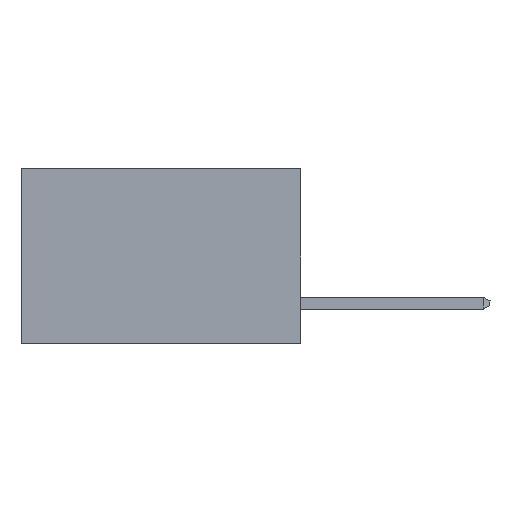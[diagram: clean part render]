
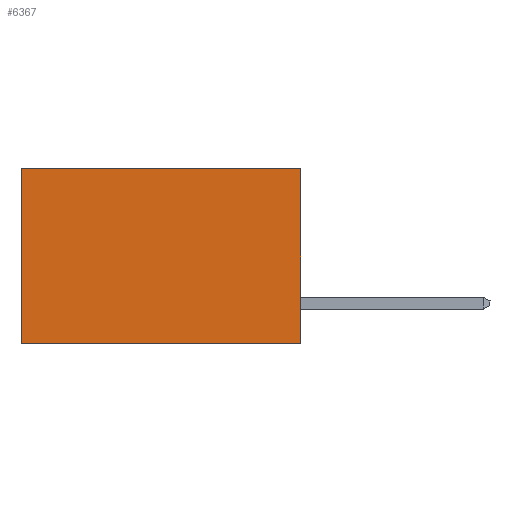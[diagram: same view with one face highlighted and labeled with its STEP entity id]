
A CAD part, left-side view. The second image highlights one B-rep face of the part: STEP entity #6367.
In plain terms, the highlighted planar face has unit normal (-1, 0, 0).
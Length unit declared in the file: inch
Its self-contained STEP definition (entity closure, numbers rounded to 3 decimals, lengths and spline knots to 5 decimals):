
#367 = EDGE_CURVE ( 'NONE', #5076, #4185, #8080, .T. ) ;
#414 = VERTEX_POINT ( 'NONE', #3667 ) ;
#727 = LINE ( 'NONE', #8033, #4425 ) ;
#1679 = CARTESIAN_POINT ( 'NONE',  ( 0.277, 0.59, -0.37 ) ) ;
#1984 = LINE ( 'NONE', #4319, #5997 ) ;
#2515 = VERTEX_POINT ( 'NONE', #6081 ) ;
#2620 = EDGE_CURVE ( 'NONE', #2515, #414, #727, .T. ) ;
#2813 = DIRECTION ( 'NONE',  ( 0., 1., 0. ) ) ;
#2949 = ORIENTED_EDGE ( 'NONE', *, *, #8567, .T. ) ;
#3667 = CARTESIAN_POINT ( 'NONE',  ( 0.277, 0., -0.37 ) ) ;
#4095 = DIRECTION ( 'NONE',  ( 0., 0., -1. ) ) ;
#4185 = VERTEX_POINT ( 'NONE', #1679 ) ;
#4206 = ORIENTED_EDGE ( 'NONE', *, *, #2620, .F. ) ;
#4256 = VECTOR ( 'NONE', #4095, 39.37008 ) ;
#4319 = CARTESIAN_POINT ( 'NONE',  ( 0.277, 0., 0. ) ) ;
#4425 = VECTOR ( 'NONE', #7997, 39.37008 ) ;
#5076 = VERTEX_POINT ( 'NONE', #6508 ) ;
#5243 = ORIENTED_EDGE ( 'NONE', *, *, #9198, .F. ) ;
#5371 = EDGE_LOOP ( 'NONE', ( #6964, #5243, #4206, #2949 ) ) ;
#5669 = AXIS2_PLACEMENT_3D ( 'NONE', #8871, #8774, #8764 ) ;
#5880 = VECTOR ( 'NONE', #2813, 39.37008 ) ;
#5997 = VECTOR ( 'NONE', #6347, 39.37008 ) ;
#6081 = CARTESIAN_POINT ( 'NONE',  ( 0.277, 0., 0. ) ) ;
#6347 = DIRECTION ( 'NONE',  ( 0., 1., 0. ) ) ;
#6367 = ADVANCED_FACE ( 'NONE', ( #8693 ), #8869, .F. ) ;
#6508 = CARTESIAN_POINT ( 'NONE',  ( 0.277, 0.59, 0. ) ) ;
#6964 = ORIENTED_EDGE ( 'NONE', *, *, #367, .T. ) ;
#7619 = CARTESIAN_POINT ( 'NONE',  ( 0.277, 0.59, -0.37 ) ) ;
#7694 = LINE ( 'NONE', #9049, #5880 ) ;
#7997 = DIRECTION ( 'NONE',  ( 0., 0., -1. ) ) ;
#8033 = CARTESIAN_POINT ( 'NONE',  ( 0.277, 0., -0.37 ) ) ;
#8080 = LINE ( 'NONE', #7619, #4256 ) ;
#8567 = EDGE_CURVE ( 'NONE', #2515, #5076, #1984, .T. ) ;
#8693 = FACE_OUTER_BOUND ( 'NONE', #5371, .T. ) ;
#8764 = DIRECTION ( 'NONE',  ( 0., 0., -1. ) ) ;
#8774 = DIRECTION ( 'NONE',  ( 1., 0., 0. ) ) ;
#8869 = PLANE ( 'NONE',  #5669 ) ;
#8871 = CARTESIAN_POINT ( 'NONE',  ( 0.277, 0., -0.37 ) ) ;
#9049 = CARTESIAN_POINT ( 'NONE',  ( 0.277, 0., -0.37 ) ) ;
#9198 = EDGE_CURVE ( 'NONE', #414, #4185, #7694, .T. ) ;
